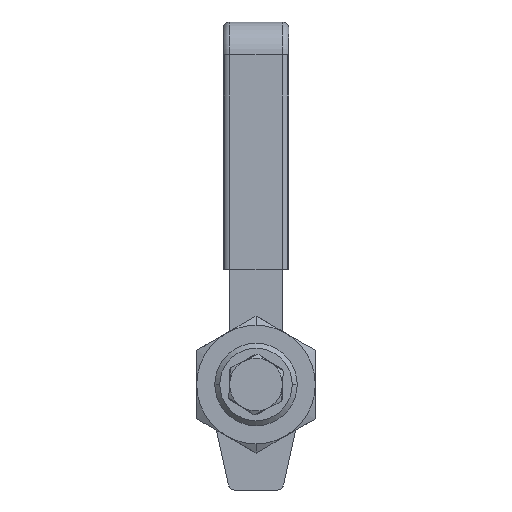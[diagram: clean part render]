
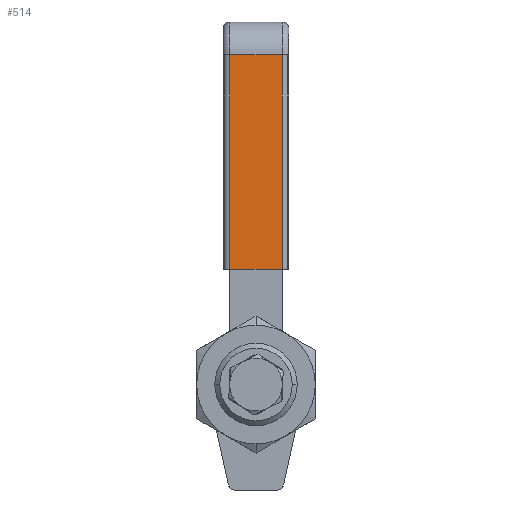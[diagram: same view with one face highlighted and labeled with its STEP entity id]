
A CAD part, left-side view. The second image highlights one B-rep face of the part: STEP entity #514.
In plain terms, the highlighted planar face has unit normal (-1, 0, 0).
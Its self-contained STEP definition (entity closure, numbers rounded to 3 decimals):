
#223=CARTESIAN_POINT('',(77.,8.0,132.));
#224=VERTEX_POINT('',#223);
#232=CARTESIAN_POINT('',(77.,-8.0,132.));
#233=VERTEX_POINT('',#232);
#234=CARTESIAN_POINT('',(77.,8.0,132.));
#235=DIRECTION('',(0.0,-1.0,0.0));
#236=VECTOR('',#235,16.0);
#237=LINE('',#234,#236);
#238=EDGE_CURVE('',#224,#233,#237,.T.);
#316=CARTESIAN_POINT('',(77.,8.0,67.));
#317=VERTEX_POINT('',#316);
#325=CARTESIAN_POINT('',(77.,8.0,67.));
#326=DIRECTION('',(0.0,0.0,1.0));
#327=VECTOR('',#326,65.);
#328=LINE('',#325,#327);
#329=EDGE_CURVE('',#317,#224,#328,.T.);
#491=CARTESIAN_POINT('',(77.,10.0,67.));
#492=DIRECTION('',(-1.0,0.0,0.0));
#493=DIRECTION('',(0.0,0.0,1.0));
#494=AXIS2_PLACEMENT_3D('',#491,#492,#493);
#495=PLANE('',#494);
#496=ORIENTED_EDGE('',*,*,#329,.F.);
#497=CARTESIAN_POINT('',(77.,-8.0,67.));
#498=VERTEX_POINT('',#497);
#499=CARTESIAN_POINT('',(77.,8.0,67.));
#500=DIRECTION('',(0.0,-1.0,0.0));
#501=VECTOR('',#500,16.0);
#502=LINE('',#499,#501);
#503=EDGE_CURVE('',#317,#498,#502,.T.);
#504=ORIENTED_EDGE('',*,*,#503,.T.);
#505=CARTESIAN_POINT('',(77.,-8.0,132.));
#506=DIRECTION('',(0.0,0.0,-1.0));
#507=VECTOR('',#506,65.);
#508=LINE('',#505,#507);
#509=EDGE_CURVE('',#233,#498,#508,.T.);
#510=ORIENTED_EDGE('',*,*,#509,.F.);
#511=ORIENTED_EDGE('',*,*,#238,.F.);
#512=EDGE_LOOP('',(#496,#504,#510,#511));
#513=FACE_OUTER_BOUND('',#512,.T.);
#514=ADVANCED_FACE('',(#513),#495,.T.);
